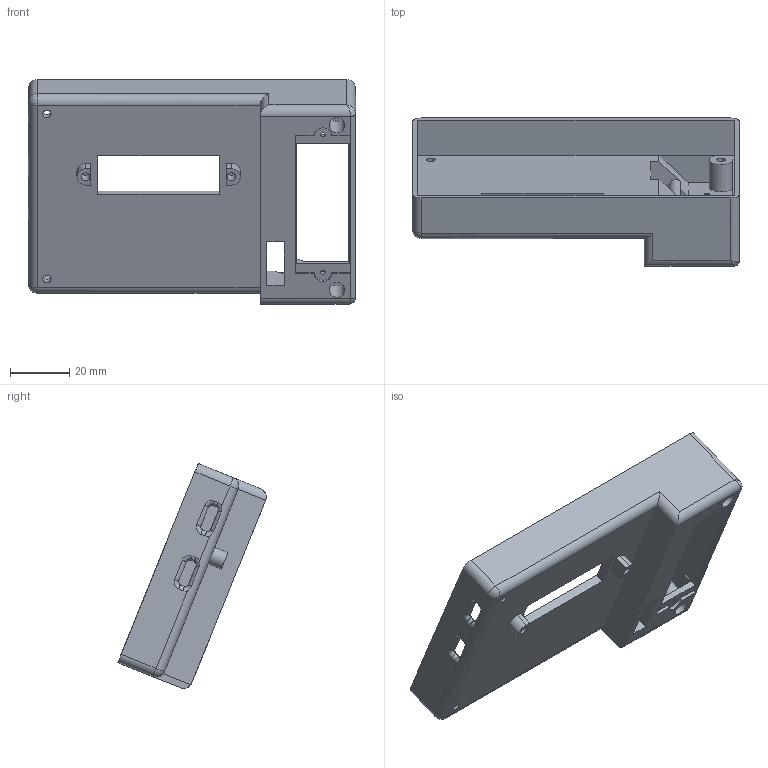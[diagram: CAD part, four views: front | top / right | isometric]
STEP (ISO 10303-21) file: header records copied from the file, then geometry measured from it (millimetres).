
FILE_DESCRIPTION(/* description */ ('','CAx-IF Rec.Pracs.---Representation and Presentation of Product Manufacturing Information (PMI)---4.0---2014-10-13'),/* implementation_level */ '2;1');
FILE_NAME(/* name */ 'Bitaxecasefinal v44 LCD CASE.step',/* time_stamp */ '2024-12-08T18:25:21-06:00',/* author */ (''),/* organization */ (''),/* preprocessor_version */ 'ST-DEVELOPER v20',/* originating_system */ 'Autodesk Translation Framework v13.20.0.188',/* authorisation */ '');
FILE_SCHEMA (('AP242_MANAGED_MODEL_BASED_3D_ENGINEERING_MIM_LF { 1 0 10303 442 1 1 4 }'));
Length unit declared in the file: millimetre
Products named in the file (1): Bitaxecasefinal
Bounding box: 110.5 x 50.13 x 75.96 mm (x, y, z)
Volume: 36559.5 mm3; surface area: 28288.1 mm2
Topology: 1 solids, 1 shells, 118 faces, 307 edges, 194 vertices
Faces by surface type: plane 62, cylinder 44, torus 8, bspline 2, sphere 2
Full cylindrical faces by diameter (mm): 1.5 x2, 2.75 x4, 2.9 x2, 5.4 x2
Entity records: 3755 total; most frequent: CARTESIAN_POINT 704, DIRECTION 632, ORIENTED_EDGE 610, EDGE_CURVE 305, AXIS2_PLACEMENT_3D 214, LINE 204, VECTOR 204, VERTEX_POINT 194
